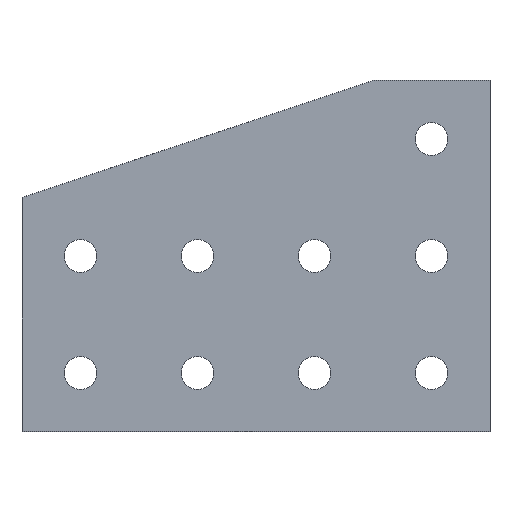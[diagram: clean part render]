
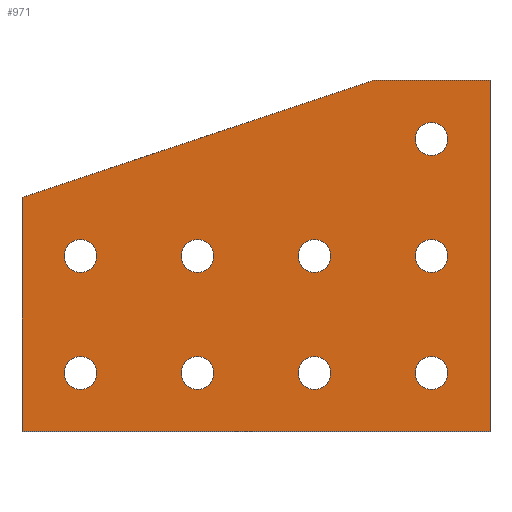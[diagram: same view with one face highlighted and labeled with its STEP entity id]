
A CAD part, top view. The second image highlights one B-rep face of the part: STEP entity #971.
In plain terms, the highlighted planar face has unit normal (0, 0, 1).
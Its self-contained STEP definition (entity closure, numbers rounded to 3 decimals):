
#132=CARTESIAN_POINT('',(0.14,1.0,0.188));
#133=VERTEX_POINT('',#132);
#149=CARTESIAN_POINT('',(-0.14,1.0,0.188));
#150=VERTEX_POINT('',#149);
#157=CARTESIAN_POINT('',(0.0,1.0,0.188));
#158=DIRECTION('',(0.0,0.0,-1.0));
#159=DIRECTION('',(1.0,0.0,0.0));
#160=AXIS2_PLACEMENT_3D('',#157,#158,#159);
#161=CIRCLE('',#160,0.14);
#162=EDGE_CURVE('',#133,#150,#161,.T.);
#174=CARTESIAN_POINT('',(0.14,0.0,0.188));
#175=VERTEX_POINT('',#174);
#191=CARTESIAN_POINT('',(-0.14,0.,0.188));
#192=VERTEX_POINT('',#191);
#199=CARTESIAN_POINT('',(0.0,0.0,0.188));
#200=DIRECTION('',(0.0,0.0,-1.0));
#201=DIRECTION('',(1.0,0.0,0.0));
#202=AXIS2_PLACEMENT_3D('',#199,#200,#201);
#203=CIRCLE('',#202,0.14);
#204=EDGE_CURVE('',#175,#192,#203,.T.);
#216=CARTESIAN_POINT('',(1.14,0.0,0.188));
#217=VERTEX_POINT('',#216);
#233=CARTESIAN_POINT('',(0.86,0.,0.188));
#234=VERTEX_POINT('',#233);
#241=CARTESIAN_POINT('',(1.0,0.0,0.188));
#242=DIRECTION('',(0.0,0.0,-1.0));
#243=DIRECTION('',(1.0,0.0,0.0));
#244=AXIS2_PLACEMENT_3D('',#241,#242,#243);
#245=CIRCLE('',#244,0.14);
#246=EDGE_CURVE('',#217,#234,#245,.T.);
#258=CARTESIAN_POINT('',(1.14,1.0,0.188));
#259=VERTEX_POINT('',#258);
#275=CARTESIAN_POINT('',(0.86,1.0,0.188));
#276=VERTEX_POINT('',#275);
#283=CARTESIAN_POINT('',(1.0,1.0,0.188));
#284=DIRECTION('',(0.0,0.0,-1.0));
#285=DIRECTION('',(1.0,0.0,0.0));
#286=AXIS2_PLACEMENT_3D('',#283,#284,#285);
#287=CIRCLE('',#286,0.14);
#288=EDGE_CURVE('',#259,#276,#287,.T.);
#300=CARTESIAN_POINT('',(2.14,0.0,0.188));
#301=VERTEX_POINT('',#300);
#317=CARTESIAN_POINT('',(1.86,0.,0.188));
#318=VERTEX_POINT('',#317);
#325=CARTESIAN_POINT('',(2.0,0.0,0.188));
#326=DIRECTION('',(0.0,0.0,-1.0));
#327=DIRECTION('',(1.0,0.0,0.0));
#328=AXIS2_PLACEMENT_3D('',#325,#326,#327);
#329=CIRCLE('',#328,0.14);
#330=EDGE_CURVE('',#301,#318,#329,.T.);
#342=CARTESIAN_POINT('',(2.14,1.0,0.188));
#343=VERTEX_POINT('',#342);
#359=CARTESIAN_POINT('',(1.86,1.0,0.188));
#360=VERTEX_POINT('',#359);
#367=CARTESIAN_POINT('',(2.0,1.0,0.188));
#368=DIRECTION('',(0.0,0.0,-1.0));
#369=DIRECTION('',(1.0,0.0,0.0));
#370=AXIS2_PLACEMENT_3D('',#367,#368,#369);
#371=CIRCLE('',#370,0.14);
#372=EDGE_CURVE('',#343,#360,#371,.T.);
#384=CARTESIAN_POINT('',(3.14,0.0,0.188));
#385=VERTEX_POINT('',#384);
#401=CARTESIAN_POINT('',(2.86,0.,0.188));
#402=VERTEX_POINT('',#401);
#409=CARTESIAN_POINT('',(3.0,0.0,0.188));
#410=DIRECTION('',(0.0,0.0,-1.0));
#411=DIRECTION('',(1.0,0.0,0.0));
#412=AXIS2_PLACEMENT_3D('',#409,#410,#411);
#413=CIRCLE('',#412,0.14);
#414=EDGE_CURVE('',#385,#402,#413,.T.);
#426=CARTESIAN_POINT('',(3.14,1.0,0.188));
#427=VERTEX_POINT('',#426);
#443=CARTESIAN_POINT('',(2.86,1.0,0.188));
#444=VERTEX_POINT('',#443);
#451=CARTESIAN_POINT('',(3.0,1.0,0.188));
#452=DIRECTION('',(0.0,0.0,-1.0));
#453=DIRECTION('',(1.0,0.0,0.0));
#454=AXIS2_PLACEMENT_3D('',#451,#452,#453);
#455=CIRCLE('',#454,0.14);
#456=EDGE_CURVE('',#427,#444,#455,.T.);
#468=CARTESIAN_POINT('',(3.14,2.0,0.188));
#469=VERTEX_POINT('',#468);
#485=CARTESIAN_POINT('',(2.86,2.0,0.188));
#486=VERTEX_POINT('',#485);
#493=CARTESIAN_POINT('',(3.0,2.0,0.188));
#494=DIRECTION('',(0.0,0.0,-1.0));
#495=DIRECTION('',(1.0,0.0,0.0));
#496=AXIS2_PLACEMENT_3D('',#493,#494,#495);
#497=CIRCLE('',#496,0.14);
#498=EDGE_CURVE('',#469,#486,#497,.T.);
#509=CARTESIAN_POINT('',(3.0,2.0,0.188));
#510=DIRECTION('',(0.0,0.0,-1.0));
#511=DIRECTION('',(1.0,0.0,0.0));
#512=AXIS2_PLACEMENT_3D('',#509,#510,#511);
#513=CIRCLE('',#512,0.14);
#514=EDGE_CURVE('',#486,#469,#513,.T.);
#533=CARTESIAN_POINT('',(3.0,1.0,0.188));
#534=DIRECTION('',(0.0,0.0,-1.0));
#535=DIRECTION('',(1.0,0.0,0.0));
#536=AXIS2_PLACEMENT_3D('',#533,#534,#535);
#537=CIRCLE('',#536,0.14);
#538=EDGE_CURVE('',#444,#427,#537,.T.);
#557=CARTESIAN_POINT('',(3.0,0.0,0.188));
#558=DIRECTION('',(0.0,0.0,-1.0));
#559=DIRECTION('',(1.0,0.0,0.0));
#560=AXIS2_PLACEMENT_3D('',#557,#558,#559);
#561=CIRCLE('',#560,0.14);
#562=EDGE_CURVE('',#402,#385,#561,.T.);
#581=CARTESIAN_POINT('',(2.0,1.0,0.188));
#582=DIRECTION('',(0.0,0.0,-1.0));
#583=DIRECTION('',(1.0,0.0,0.0));
#584=AXIS2_PLACEMENT_3D('',#581,#582,#583);
#585=CIRCLE('',#584,0.14);
#586=EDGE_CURVE('',#360,#343,#585,.T.);
#605=CARTESIAN_POINT('',(2.0,0.0,0.188));
#606=DIRECTION('',(0.0,0.0,-1.0));
#607=DIRECTION('',(1.0,0.0,0.0));
#608=AXIS2_PLACEMENT_3D('',#605,#606,#607);
#609=CIRCLE('',#608,0.14);
#610=EDGE_CURVE('',#318,#301,#609,.T.);
#629=CARTESIAN_POINT('',(1.0,1.0,0.188));
#630=DIRECTION('',(0.0,0.0,-1.0));
#631=DIRECTION('',(1.0,0.0,0.0));
#632=AXIS2_PLACEMENT_3D('',#629,#630,#631);
#633=CIRCLE('',#632,0.14);
#634=EDGE_CURVE('',#276,#259,#633,.T.);
#653=CARTESIAN_POINT('',(1.0,0.0,0.188));
#654=DIRECTION('',(0.0,0.0,-1.0));
#655=DIRECTION('',(1.0,0.0,0.0));
#656=AXIS2_PLACEMENT_3D('',#653,#654,#655);
#657=CIRCLE('',#656,0.14);
#658=EDGE_CURVE('',#234,#217,#657,.T.);
#677=CARTESIAN_POINT('',(0.0,0.0,0.188));
#678=DIRECTION('',(0.0,0.0,-1.0));
#679=DIRECTION('',(1.0,0.0,0.0));
#680=AXIS2_PLACEMENT_3D('',#677,#678,#679);
#681=CIRCLE('',#680,0.14);
#682=EDGE_CURVE('',#192,#175,#681,.T.);
#701=CARTESIAN_POINT('',(0.0,1.0,0.188));
#702=DIRECTION('',(0.0,0.0,-1.0));
#703=DIRECTION('',(1.0,0.0,0.0));
#704=AXIS2_PLACEMENT_3D('',#701,#702,#703);
#705=CIRCLE('',#704,0.14);
#706=EDGE_CURVE('',#150,#133,#705,.T.);
#724=CARTESIAN_POINT('',(-0.5,-0.5,0.188));
#725=VERTEX_POINT('',#724);
#726=CARTESIAN_POINT('',(-0.5,1.5,0.188));
#727=VERTEX_POINT('',#726);
#728=CARTESIAN_POINT('',(-0.5,-0.5,0.188));
#729=DIRECTION('',(0.0,1.0,0.0));
#730=VECTOR('',#729,2.0);
#731=LINE('',#728,#730);
#732=EDGE_CURVE('',#725,#727,#731,.T.);
#764=CARTESIAN_POINT('',(2.5,2.5,0.188));
#765=VERTEX_POINT('',#764);
#766=CARTESIAN_POINT('',(-0.5,1.5,0.188));
#767=DIRECTION('',(0.949,0.316,0.0));
#768=VECTOR('',#767,3.162);
#769=LINE('',#766,#768);
#770=EDGE_CURVE('',#727,#765,#769,.T.);
#795=CARTESIAN_POINT('',(3.5,2.5,0.188));
#796=VERTEX_POINT('',#795);
#797=CARTESIAN_POINT('',(2.5,2.5,0.188));
#798=DIRECTION('',(1.0,0.0,0.0));
#799=VECTOR('',#798,1.0);
#800=LINE('',#797,#799);
#801=EDGE_CURVE('',#765,#796,#800,.T.);
#826=CARTESIAN_POINT('',(3.5,-0.5,0.188));
#827=VERTEX_POINT('',#826);
#828=CARTESIAN_POINT('',(3.5,2.5,0.188));
#829=DIRECTION('',(0.0,-1.0,0.0));
#830=VECTOR('',#829,3.0);
#831=LINE('',#828,#830);
#832=EDGE_CURVE('',#796,#827,#831,.T.);
#857=CARTESIAN_POINT('',(3.5,-0.5,0.188));
#858=DIRECTION('',(-1.0,0.0,0.0));
#859=VECTOR('',#858,4.0);
#860=LINE('',#857,#859);
#861=EDGE_CURVE('',#827,#725,#860,.T.);
#923=CARTESIAN_POINT('',(-0.5,-0.5,0.188));
#924=DIRECTION('',(0.0,0.0,-1.0));
#925=DIRECTION('',(-1.0,0.0,0.0));
#926=AXIS2_PLACEMENT_3D('',#923,#924,#925);
#927=PLANE('',#926);
#928=ORIENTED_EDGE('',*,*,#732,.F.);
#929=ORIENTED_EDGE('',*,*,#861,.F.);
#930=ORIENTED_EDGE('',*,*,#832,.F.);
#931=ORIENTED_EDGE('',*,*,#801,.F.);
#932=ORIENTED_EDGE('',*,*,#770,.F.);
#933=EDGE_LOOP('',(#928,#929,#930,#931,#932));
#934=FACE_OUTER_BOUND('',#933,.T.);
#935=ORIENTED_EDGE('',*,*,#498,.T.);
#936=ORIENTED_EDGE('',*,*,#514,.T.);
#937=EDGE_LOOP('',(#935,#936));
#938=FACE_BOUND('',#937,.T.);
#939=ORIENTED_EDGE('',*,*,#456,.T.);
#940=ORIENTED_EDGE('',*,*,#538,.T.);
#941=EDGE_LOOP('',(#939,#940));
#942=FACE_BOUND('',#941,.T.);
#943=ORIENTED_EDGE('',*,*,#414,.T.);
#944=ORIENTED_EDGE('',*,*,#562,.T.);
#945=EDGE_LOOP('',(#943,#944));
#946=FACE_BOUND('',#945,.T.);
#947=ORIENTED_EDGE('',*,*,#372,.T.);
#948=ORIENTED_EDGE('',*,*,#586,.T.);
#949=EDGE_LOOP('',(#947,#948));
#950=FACE_BOUND('',#949,.T.);
#951=ORIENTED_EDGE('',*,*,#330,.T.);
#952=ORIENTED_EDGE('',*,*,#610,.T.);
#953=EDGE_LOOP('',(#951,#952));
#954=FACE_BOUND('',#953,.T.);
#955=ORIENTED_EDGE('',*,*,#288,.T.);
#956=ORIENTED_EDGE('',*,*,#634,.T.);
#957=EDGE_LOOP('',(#955,#956));
#958=FACE_BOUND('',#957,.T.);
#959=ORIENTED_EDGE('',*,*,#246,.T.);
#960=ORIENTED_EDGE('',*,*,#658,.T.);
#961=EDGE_LOOP('',(#959,#960));
#962=FACE_BOUND('',#961,.T.);
#963=ORIENTED_EDGE('',*,*,#204,.T.);
#964=ORIENTED_EDGE('',*,*,#682,.T.);
#965=EDGE_LOOP('',(#963,#964));
#966=FACE_BOUND('',#965,.T.);
#967=ORIENTED_EDGE('',*,*,#162,.T.);
#968=ORIENTED_EDGE('',*,*,#706,.T.);
#969=EDGE_LOOP('',(#967,#968));
#970=FACE_BOUND('',#969,.T.);
#971=ADVANCED_FACE('',(#934,#938,#942,#946,#950,#954,#958,#962,#966,#970),#927,.F.);
